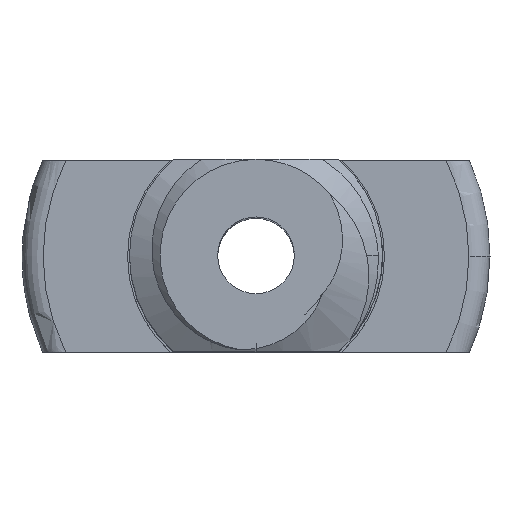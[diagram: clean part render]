
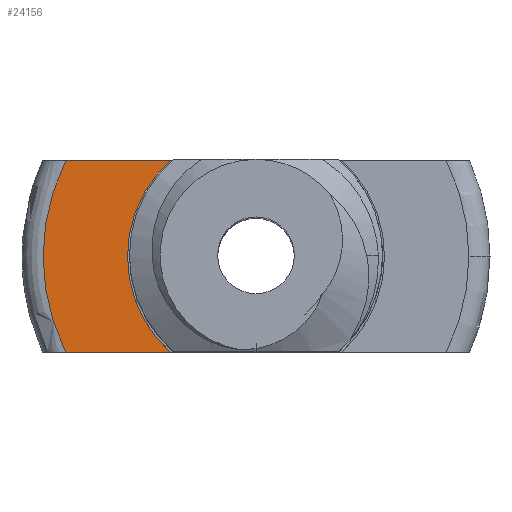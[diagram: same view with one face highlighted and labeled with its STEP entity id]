
A CAD part, top view. The second image highlights one B-rep face of the part: STEP entity #24156.
In plain terms, the highlighted planar face has unit normal (0, 0, 1).
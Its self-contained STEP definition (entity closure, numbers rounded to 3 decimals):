
#5219 = PLANE('',#5220);
#5220 = AXIS2_PLACEMENT_3D('',#5221,#5222,#5223);
#5221 = CARTESIAN_POINT('',(12.5,-2.5,37.772));
#5222 = DIRECTION('',(0.,1.,0.));
#5223 = DIRECTION('',(-1.,0.,0.));
#6008 = PLANE('',#6009);
#6009 = AXIS2_PLACEMENT_3D('',#6010,#6011,#6012);
#6010 = CARTESIAN_POINT('',(-12.5,2.5,37.772));
#6011 = DIRECTION('',(0.,-1.,0.));
#6012 = DIRECTION('',(1.,0.,0.));
#8934 = VERTEX_POINT('',#8935);
#8935 = CARTESIAN_POINT('',(-4.955,-2.5,0.));
#8987 = TOROIDAL_SURFACE('',#8988,5.55,0.55);
#8988 = AXIS2_PLACEMENT_3D('',#8989,#8990,#8991);
#8989 = CARTESIAN_POINT('',(0.,0.,-0.55)
  );
#8990 = DIRECTION('',(0.,0.,1.));
#8991 = DIRECTION('',(1.,0.,0.));
#9018 = EDGE_CURVE('',#9019,#8934,#9021,.T.);
#9019 = VERTEX_POINT('',#9020);
#9020 = CARTESIAN_POINT('',(-2.23,-2.5,0.));
#9021 = SURFACE_CURVE('',#9022,(#9026,#9033),.PCURVE_S1.);
#9022 = LINE('',#9023,#9024);
#9023 = CARTESIAN_POINT('',(6.25,-2.5,0.));
#9024 = VECTOR('',#9025,1.);
#9025 = DIRECTION('',(-1.,0.,0.));
#9026 = PCURVE('',#5219,#9027);
#9027 = DEFINITIONAL_REPRESENTATION('',(#9028),#9032);
#9028 = LINE('',#9029,#9030);
#9029 = CARTESIAN_POINT('',(6.25,-37.772));
#9030 = VECTOR('',#9031,1.);
#9031 = DIRECTION('',(1.,0.));
#9032 = ( GEOMETRIC_REPRESENTATION_CONTEXT(2) 
PARAMETRIC_REPRESENTATION_CONTEXT() REPRESENTATION_CONTEXT('2D SPACE',''
  ) );
#9033 = PCURVE('',#9034,#9039);
#9034 = PLANE('',#9035);
#9035 = AXIS2_PLACEMENT_3D('',#9036,#9037,#9038);
#9036 = CARTESIAN_POINT('',(0.,0.,
    0.));
#9037 = DIRECTION('',(0.,0.,-1.));
#9038 = DIRECTION('',(1.,0.,0.));
#9039 = DEFINITIONAL_REPRESENTATION('',(#9040),#9044);
#9040 = LINE('',#9041,#9042);
#9041 = CARTESIAN_POINT('',(6.25,2.5));
#9042 = VECTOR('',#9043,1.);
#9043 = DIRECTION('',(-1.,0.));
#9044 = ( GEOMETRIC_REPRESENTATION_CONTEXT(2) 
PARAMETRIC_REPRESENTATION_CONTEXT() REPRESENTATION_CONTEXT('2D SPACE',''
  ) );
#9060 = CYLINDRICAL_SURFACE('',#9061,3.35);
#9061 = AXIS2_PLACEMENT_3D('',#9062,#9063,#9064);
#9062 = CARTESIAN_POINT('',(0.,0.,1.8)
  );
#9063 = DIRECTION('',(0.,0.,-1.));
#9064 = DIRECTION('',(1.,0.,0.));
#21935 = VERTEX_POINT('',#21936);
#21936 = CARTESIAN_POINT('',(-2.23,2.5,0.));
#21957 = EDGE_CURVE('',#21958,#21935,#21960,.T.);
#21958 = VERTEX_POINT('',#21959);
#21959 = CARTESIAN_POINT('',(-4.955,2.5,0.));
#21960 = SURFACE_CURVE('',#21961,(#21965,#21972),.PCURVE_S1.);
#21961 = LINE('',#21962,#21963);
#21962 = CARTESIAN_POINT('',(-6.25,2.5,0.));
#21963 = VECTOR('',#21964,1.);
#21964 = DIRECTION('',(1.,0.,0.));
#21965 = PCURVE('',#6008,#21966);
#21966 = DEFINITIONAL_REPRESENTATION('',(#21967),#21971);
#21967 = LINE('',#21968,#21969);
#21968 = CARTESIAN_POINT('',(6.25,-37.772));
#21969 = VECTOR('',#21970,1.);
#21970 = DIRECTION('',(1.,0.));
#21971 = ( GEOMETRIC_REPRESENTATION_CONTEXT(2) 
PARAMETRIC_REPRESENTATION_CONTEXT() REPRESENTATION_CONTEXT('2D SPACE',''
  ) );
#21972 = PCURVE('',#9034,#21973);
#21973 = DEFINITIONAL_REPRESENTATION('',(#21974),#21978);
#21974 = LINE('',#21975,#21976);
#21975 = CARTESIAN_POINT('',(-6.25,-2.5));
#21976 = VECTOR('',#21977,1.);
#21977 = DIRECTION('',(1.,0.));
#21978 = ( GEOMETRIC_REPRESENTATION_CONTEXT(2) 
PARAMETRIC_REPRESENTATION_CONTEXT() REPRESENTATION_CONTEXT('2D SPACE',''
  ) );
#23688 = EDGE_CURVE('',#9019,#21935,#23689,.T.);
#23689 = SURFACE_CURVE('',#23690,(#23695,#23702),.PCURVE_S1.);
#23690 = CIRCLE('',#23691,3.35);
#23691 = AXIS2_PLACEMENT_3D('',#23692,#23693,#23694);
#23692 = CARTESIAN_POINT('',(0.,0.,
    0.));
#23693 = DIRECTION('',(0.,0.,-1.));
#23694 = DIRECTION('',(1.,0.,0.));
#23695 = PCURVE('',#9060,#23696);
#23696 = DEFINITIONAL_REPRESENTATION('',(#23697),#23701);
#23697 = LINE('',#23698,#23699);
#23698 = CARTESIAN_POINT('',(0.,1.8));
#23699 = VECTOR('',#23700,1.);
#23700 = DIRECTION('',(1.,0.));
#23701 = ( GEOMETRIC_REPRESENTATION_CONTEXT(2) 
PARAMETRIC_REPRESENTATION_CONTEXT() REPRESENTATION_CONTEXT('2D SPACE',''
  ) );
#23702 = PCURVE('',#9034,#23703);
#23703 = DEFINITIONAL_REPRESENTATION('',(#23704),#23708);
#23704 = CIRCLE('',#23705,3.35);
#23705 = AXIS2_PLACEMENT_2D('',#23706,#23707);
#23706 = CARTESIAN_POINT('',(0.,0.));
#23707 = DIRECTION('',(1.,0.));
#23708 = ( GEOMETRIC_REPRESENTATION_CONTEXT(2) 
PARAMETRIC_REPRESENTATION_CONTEXT() REPRESENTATION_CONTEXT('2D SPACE',''
  ) );
#24156 = ADVANCED_FACE('',(#24157),#9034,.F.);
#24157 = FACE_BOUND('',#24158,.T.);
#24158 = EDGE_LOOP('',(#24159,#24160,#24161,#24162));
#24159 = ORIENTED_EDGE('',*,*,#9018,.F.);
#24160 = ORIENTED_EDGE('',*,*,#23688,.T.);
#24161 = ORIENTED_EDGE('',*,*,#21957,.F.);
#24162 = ORIENTED_EDGE('',*,*,#24163,.F.);
#24163 = EDGE_CURVE('',#8934,#21958,#24164,.T.);
#24164 = SURFACE_CURVE('',#24165,(#24170,#24177),.PCURVE_S1.);
#24165 = CIRCLE('',#24166,5.55);
#24166 = AXIS2_PLACEMENT_3D('',#24167,#24168,#24169);
#24167 = CARTESIAN_POINT('',(0.,0.,
    0.));
#24168 = DIRECTION('',(0.,0.,-1.));
#24169 = DIRECTION('',(1.,0.,0.));
#24170 = PCURVE('',#9034,#24171);
#24171 = DEFINITIONAL_REPRESENTATION('',(#24172),#24176);
#24172 = CIRCLE('',#24173,5.55);
#24173 = AXIS2_PLACEMENT_2D('',#24174,#24175);
#24174 = CARTESIAN_POINT('',(0.,0.));
#24175 = DIRECTION('',(1.,0.));
#24176 = ( GEOMETRIC_REPRESENTATION_CONTEXT(2) 
PARAMETRIC_REPRESENTATION_CONTEXT() REPRESENTATION_CONTEXT('2D SPACE',''
  ) );
#24177 = PCURVE('',#8987,#24178);
#24178 = DEFINITIONAL_REPRESENTATION('',(#24179),#24183);
#24179 = LINE('',#24180,#24181);
#24180 = CARTESIAN_POINT('',(0.,7.854));
#24181 = VECTOR('',#24182,1.);
#24182 = DIRECTION('',(-1.,0.));
#24183 = ( GEOMETRIC_REPRESENTATION_CONTEXT(2) 
PARAMETRIC_REPRESENTATION_CONTEXT() REPRESENTATION_CONTEXT('2D SPACE',''
  ) );
